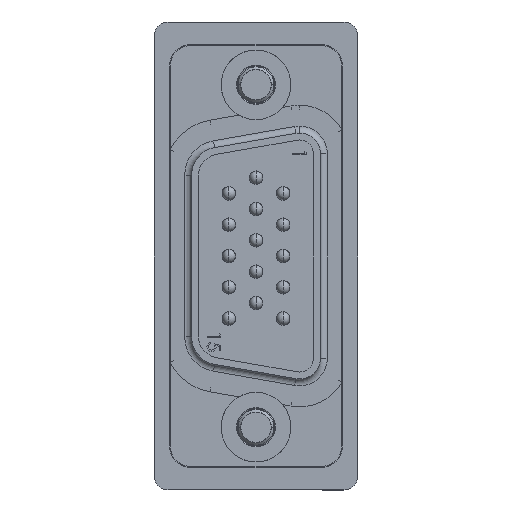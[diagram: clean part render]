
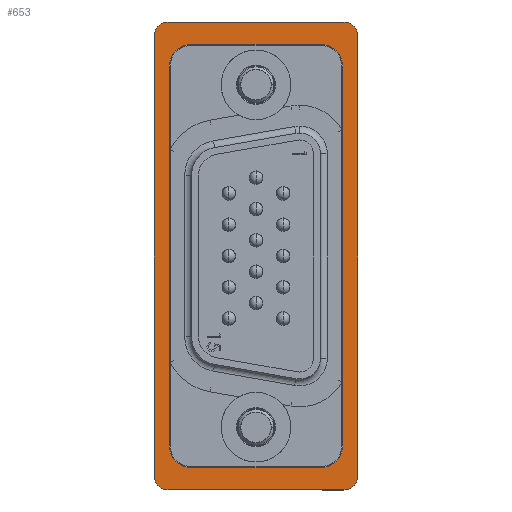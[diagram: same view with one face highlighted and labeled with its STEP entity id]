
A CAD part, front view. The second image highlights one B-rep face of the part: STEP entity #653.
In plain terms, the highlighted face is planar.
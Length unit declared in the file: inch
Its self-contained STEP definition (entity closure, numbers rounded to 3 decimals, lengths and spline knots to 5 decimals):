
#593 = VERTEX_POINT ( 'NONE', #3655 ) ;
#595 = EDGE_CURVE ( 'NONE', #596, #593, #3654, .T. ) ;
#596 = VERTEX_POINT ( 'NONE', #3650 ) ;
#631 = VERTEX_POINT ( 'NONE', #3726 ) ;
#650 = EDGE_CURVE ( 'NONE', #631, #678, #3761, .T. ) ;
#653 = ADVANCED_FACE ( 'NONE', ( #3753, #3752 ), #3751, .F. ) ;
#654 = EDGE_LOOP ( 'NONE', ( #656, #659, #731, #716, #767, #780, #790, #756 ) ) ;
#655 = VERTEX_POINT ( 'NONE', #3746 ) ;
#656 = ORIENTED_EDGE ( 'NONE', *, *, #657, .F. ) ;
#657 = EDGE_CURVE ( 'NONE', #655, #658, #3810, .T. ) ;
#658 = VERTEX_POINT ( 'NONE', #3806 ) ;
#659 = ORIENTED_EDGE ( 'NONE', *, *, #660, .F. ) ;
#660 = EDGE_CURVE ( 'NONE', #40691, #655, #3804, .T. ) ;
#678 = VERTEX_POINT ( 'NONE', #3835 ) ;
#703 = EDGE_CURVE ( 'NONE', #704, #705, #3852, .T. ) ;
#704 = VERTEX_POINT ( 'NONE', #3848 ) ;
#705 = VERTEX_POINT ( 'NONE', #3847 ) ;
#716 = ORIENTED_EDGE ( 'NONE', *, *, #752, .F. ) ;
#717 = VERTEX_POINT ( 'NONE', #3893 ) ;
#723 = ORIENTED_EDGE ( 'NONE', *, *, #724, .T. ) ;
#724 = EDGE_CURVE ( 'NONE', #678, #596, #3885, .T. ) ;
#730 = EDGE_CURVE ( 'NONE', #783, #40691, #3931, .T. ) ;
#731 = ORIENTED_EDGE ( 'NONE', *, *, #730, .F. ) ;
#752 = EDGE_CURVE ( 'NONE', #753, #783, #3950, .T. ) ;
#753 = VERTEX_POINT ( 'NONE', #3946 ) ;
#756 = ORIENTED_EDGE ( 'NONE', *, *, #757, .F. ) ;
#757 = EDGE_CURVE ( 'NONE', #658, #792, #3941, .T. ) ;
#758 = EDGE_LOOP ( 'NONE', ( #764, #765, #769, #770, #781, #760, #785, #723 ) ) ;
#759 = EDGE_CURVE ( 'NONE', #782, #772, #3936, .T. ) ;
#760 = ORIENTED_EDGE ( 'NONE', *, *, #784, .T. ) ;
#764 = ORIENTED_EDGE ( 'NONE', *, *, #595, .T. ) ;
#765 = ORIENTED_EDGE ( 'NONE', *, *, #766, .T. ) ;
#766 = EDGE_CURVE ( 'NONE', #593, #705, #3991, .T. ) ;
#767 = ORIENTED_EDGE ( 'NONE', *, *, #768, .F. ) ;
#768 = EDGE_CURVE ( 'NONE', #717, #753, #3986, .T. ) ;
#769 = ORIENTED_EDGE ( 'NONE', *, *, #703, .F. ) ;
#770 = ORIENTED_EDGE ( 'NONE', *, *, #771, .T. ) ;
#771 = EDGE_CURVE ( 'NONE', #704, #772, #3982, .T. ) ;
#772 = VERTEX_POINT ( 'NONE', #3977 ) ;
#773 = EDGE_CURVE ( 'NONE', #774, #717, #3976, .T. ) ;
#774 = VERTEX_POINT ( 'NONE', #3971 ) ;
#780 = ORIENTED_EDGE ( 'NONE', *, *, #773, .F. ) ;
#781 = ORIENTED_EDGE ( 'NONE', *, *, #759, .F. ) ;
#782 = VERTEX_POINT ( 'NONE', #4025 ) ;
#783 = VERTEX_POINT ( 'NONE', #4024 ) ;
#784 = EDGE_CURVE ( 'NONE', #782, #631, #4023, .T. ) ;
#785 = ORIENTED_EDGE ( 'NONE', *, *, #650, .T. ) ;
#790 = ORIENTED_EDGE ( 'NONE', *, *, #791, .F. ) ;
#791 = EDGE_CURVE ( 'NONE', #792, #774, #4011, .T. ) ;
#792 = VERTEX_POINT ( 'NONE', #4007 ) ;
#3650 = CARTESIAN_POINT ( 'NONE',  ( -0.6331, -0.292, 0.322 ) ) ;
#3651 = DIRECTION ( 'NONE',  ( 1., 0., 0. ) ) ;
#3652 = VECTOR ( 'NONE', #3651, 39.37008 ) ;
#3653 = CARTESIAN_POINT ( 'NONE',  ( -0.6725, -0.292, 0.322 ) ) ;
#3654 = LINE ( 'NONE', #3653, #3652 ) ;
#3655 = CARTESIAN_POINT ( 'NONE',  ( 0.6331, -0.292, 0.322 ) ) ;
#3726 = CARTESIAN_POINT ( 'NONE',  ( -0.6725, 0.2526, 0.322 ) ) ;
#3746 = CARTESIAN_POINT ( 'NONE',  ( 0.6075, -0.187, 0.322 ) ) ;
#3747 = DIRECTION ( 'NONE',  ( -1., 0., 0. ) ) ;
#3748 = DIRECTION ( 'NONE',  ( 0., 0., -1. ) ) ;
#3749 = CARTESIAN_POINT ( 'NONE',  ( -0.6725, 0.292, 0.322 ) ) ;
#3750 = AXIS2_PLACEMENT_3D ( 'NONE', #3749, #3748, #3747 ) ;
#3751 = PLANE ( 'NONE',  #3750 ) ;
#3752 = FACE_OUTER_BOUND ( 'NONE', #758, .T. ) ;
#3753 = FACE_BOUND ( 'NONE', #654, .T. ) ;
#3758 = DIRECTION ( 'NONE',  ( 0., -1., 0. ) ) ;
#3759 = VECTOR ( 'NONE', #3758, 39.37008 ) ;
#3760 = CARTESIAN_POINT ( 'NONE',  ( -0.6725, 0.292, 0.322 ) ) ;
#3761 = LINE ( 'NONE', #3760, #3759 ) ;
#3800 = DIRECTION ( 'NONE',  ( -1., 0., 0. ) ) ;
#3801 = DIRECTION ( 'NONE',  ( 0., 0., 1. ) ) ;
#3802 = CARTESIAN_POINT ( 'NONE',  ( 0.5455, -0.187, 0.322 ) ) ;
#3803 = AXIS2_PLACEMENT_3D ( 'NONE', #3802, #3801, #3800 ) ;
#3804 = CIRCLE ( 'NONE', #3803, 0.062 ) ;
#3806 = CARTESIAN_POINT ( 'NONE',  ( 0.6075, 0.187, 0.322 ) ) ;
#3807 = DIRECTION ( 'NONE',  ( 0., 1., 0. ) ) ;
#3808 = VECTOR ( 'NONE', #3807, 39.37008 ) ;
#3809 = CARTESIAN_POINT ( 'NONE',  ( 0.6075, -0.187, 0.322 ) ) ;
#3810 = LINE ( 'NONE', #3809, #3808 ) ;
#3835 = CARTESIAN_POINT ( 'NONE',  ( -0.6725, -0.2526, 0.322 ) ) ;
#3847 = CARTESIAN_POINT ( 'NONE',  ( 0.6725, -0.2526, 0.322 ) ) ;
#3848 = CARTESIAN_POINT ( 'NONE',  ( 0.6725, 0.2526, 0.322 ) ) ;
#3849 = DIRECTION ( 'NONE',  ( 0., -1., 0. ) ) ;
#3850 = VECTOR ( 'NONE', #3849, 39.37008 ) ;
#3851 = CARTESIAN_POINT ( 'NONE',  ( 0.6725, 0.292, 0.322 ) ) ;
#3852 = LINE ( 'NONE', #3851, #3850 ) ;
#3881 = DIRECTION ( 'NONE',  ( -1., 0., 0. ) ) ;
#3882 = DIRECTION ( 'NONE',  ( 0., 0., 1. ) ) ;
#3883 = CARTESIAN_POINT ( 'NONE',  ( -0.6331, -0.2526, 0.322 ) ) ;
#3884 = AXIS2_PLACEMENT_3D ( 'NONE', #3883, #3882, #3881 ) ;
#3885 = CIRCLE ( 'NONE', #3884, 0.0394 ) ;
#3893 = CARTESIAN_POINT ( 'NONE',  ( -0.6075, 0.187, 0.322 ) ) ;
#3928 = DIRECTION ( 'NONE',  ( 1., 0., 0. ) ) ;
#3929 = VECTOR ( 'NONE', #3928, 39.37008 ) ;
#3930 = CARTESIAN_POINT ( 'NONE',  ( 0.5455, -0.249, 0.322 ) ) ;
#3931 = LINE ( 'NONE', #3930, #3929 ) ;
#3933 = DIRECTION ( 'NONE',  ( 1., 0., 0. ) ) ;
#3934 = VECTOR ( 'NONE', #3933, 39.37008 ) ;
#3935 = CARTESIAN_POINT ( 'NONE',  ( -0.6725, 0.292, 0.322 ) ) ;
#3936 = LINE ( 'NONE', #3935, #3934 ) ;
#3937 = DIRECTION ( 'NONE',  ( -1., 0., 0. ) ) ;
#3938 = DIRECTION ( 'NONE',  ( 0., 0., 1. ) ) ;
#3939 = CARTESIAN_POINT ( 'NONE',  ( 0.5455, 0.187, 0.322 ) ) ;
#3940 = AXIS2_PLACEMENT_3D ( 'NONE', #3939, #3938, #3937 ) ;
#3941 = CIRCLE ( 'NONE', #3940, 0.062 ) ;
#3946 = CARTESIAN_POINT ( 'NONE',  ( -0.6075, -0.187, 0.322 ) ) ;
#3947 = DIRECTION ( 'NONE',  ( 1., 0., 0. ) ) ;
#3948 = DIRECTION ( 'NONE',  ( 0., 0., 1. ) ) ;
#3949 = AXIS2_PLACEMENT_3D ( 'NONE', #3961, #3948, #3947 ) ;
#3950 = CIRCLE ( 'NONE', #3949, 0.062 ) ;
#3961 = CARTESIAN_POINT ( 'NONE',  ( -0.5455, -0.187, 0.322 ) ) ;
#3971 = CARTESIAN_POINT ( 'NONE',  ( -0.5455, 0.249, 0.322 ) ) ;
#3972 = DIRECTION ( 'NONE',  ( -1., 0., 0. ) ) ;
#3973 = DIRECTION ( 'NONE',  ( 0., 0., 1. ) ) ;
#3974 = CARTESIAN_POINT ( 'NONE',  ( -0.5455, 0.187, 0.322 ) ) ;
#3975 = AXIS2_PLACEMENT_3D ( 'NONE', #3974, #3973, #3972 ) ;
#3976 = CIRCLE ( 'NONE', #3975, 0.062 ) ;
#3977 = CARTESIAN_POINT ( 'NONE',  ( 0.6331, 0.292, 0.322 ) ) ;
#3978 = DIRECTION ( 'NONE',  ( -1., 0., 0. ) ) ;
#3979 = DIRECTION ( 'NONE',  ( 0., 0., 1. ) ) ;
#3980 = CARTESIAN_POINT ( 'NONE',  ( 0.6331, 0.2526, 0.322 ) ) ;
#3981 = AXIS2_PLACEMENT_3D ( 'NONE', #3980, #3979, #3978 ) ;
#3982 = CIRCLE ( 'NONE', #3981, 0.0394 ) ;
#3983 = DIRECTION ( 'NONE',  ( 0., -1., 0. ) ) ;
#3984 = VECTOR ( 'NONE', #3983, 39.37008 ) ;
#3985 = CARTESIAN_POINT ( 'NONE',  ( -0.6075, -0.187, 0.322 ) ) ;
#3986 = LINE ( 'NONE', #3985, #3984 ) ;
#3987 = DIRECTION ( 'NONE',  ( -1., 0., 0. ) ) ;
#3988 = DIRECTION ( 'NONE',  ( 0., 0., 1. ) ) ;
#3989 = CARTESIAN_POINT ( 'NONE',  ( 0.6331, -0.2526, 0.322 ) ) ;
#3990 = AXIS2_PLACEMENT_3D ( 'NONE', #3989, #3988, #3987 ) ;
#3991 = CIRCLE ( 'NONE', #3990, 0.0394 ) ;
#4007 = CARTESIAN_POINT ( 'NONE',  ( 0.5455, 0.249, 0.322 ) ) ;
#4008 = DIRECTION ( 'NONE',  ( -1., 0., 0. ) ) ;
#4009 = VECTOR ( 'NONE', #4008, 39.37008 ) ;
#4010 = CARTESIAN_POINT ( 'NONE',  ( 0.5455, 0.249, 0.322 ) ) ;
#4011 = LINE ( 'NONE', #4010, #4009 ) ;
#4019 = DIRECTION ( 'NONE',  ( -1., 0., 0. ) ) ;
#4020 = DIRECTION ( 'NONE',  ( 0., 0., 1. ) ) ;
#4021 = CARTESIAN_POINT ( 'NONE',  ( -0.6331, 0.2526, 0.322 ) ) ;
#4022 = AXIS2_PLACEMENT_3D ( 'NONE', #4021, #4020, #4019 ) ;
#4023 = CIRCLE ( 'NONE', #4022, 0.0394 ) ;
#4024 = CARTESIAN_POINT ( 'NONE',  ( -0.5455, -0.249, 0.322 ) ) ;
#4025 = CARTESIAN_POINT ( 'NONE',  ( -0.6331, 0.292, 0.322 ) ) ;
#13310 = CARTESIAN_POINT ( 'NONE',  ( 0.5455, -0.249, 0.322 ) ) ;
#40691 = VERTEX_POINT ( 'NONE', #13310 ) ;
